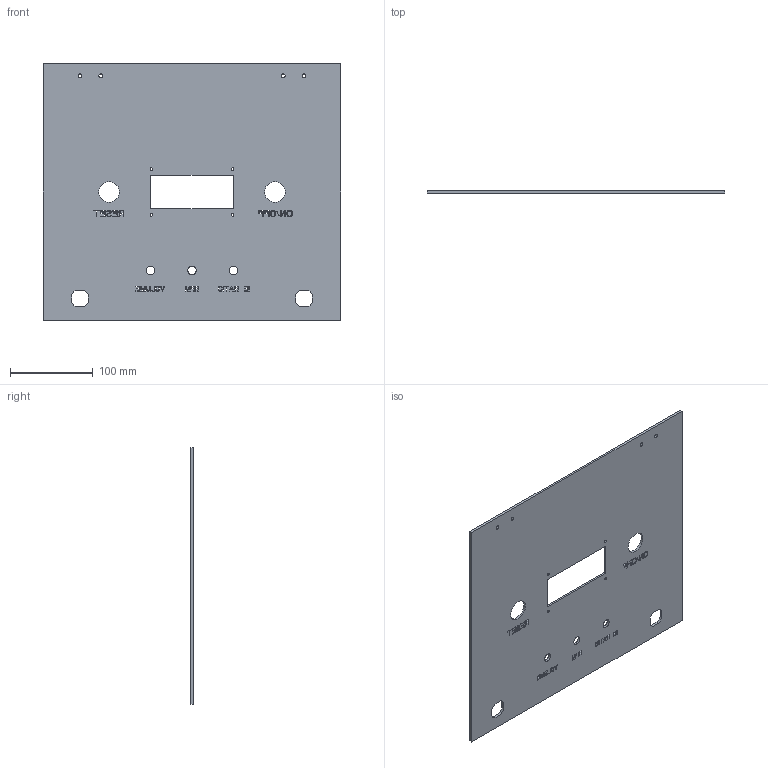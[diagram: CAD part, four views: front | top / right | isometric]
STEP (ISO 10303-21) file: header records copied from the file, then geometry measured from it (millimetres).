
FILE_DESCRIPTION((''),'2;1');
FILE_NAME('ROB-CEVE-P23','2020-11-04T14:19:36',('kevin.polte'),(''),'CREO PARAMETRIC BY PTC INC, 2016390','CREO PARAMETRIC BY PTC INC, 2016390','');
FILE_SCHEMA(('AUTOMOTIVE_DESIGN { 1 0 10303 214 1 1 1 1 }'));
Length unit declared in the file: millimetre
Products named in the file (1): ROB-CEVE-P23
Bounding box: 359 x 3 x 309 mm (x, y, z)
Volume: 313680.6 mm3; surface area: 218167.6 mm2
Topology: 11 solids, 11 shells, 599 faces, 1731 edges, 1154 vertices
Faces by surface type: plane 565, cylinder 34
Entity records: 24959 total; most frequent: CARTESIAN_POINT 3486, ORIENTED_EDGE 3462, DIRECTION 2997, PRESENTATION_STYLE_ASSIGNMENT 1742, STYLED_ITEM 1742, CURVE_STYLE 1731, EDGE_CURVE 1731, VECTOR 1663
